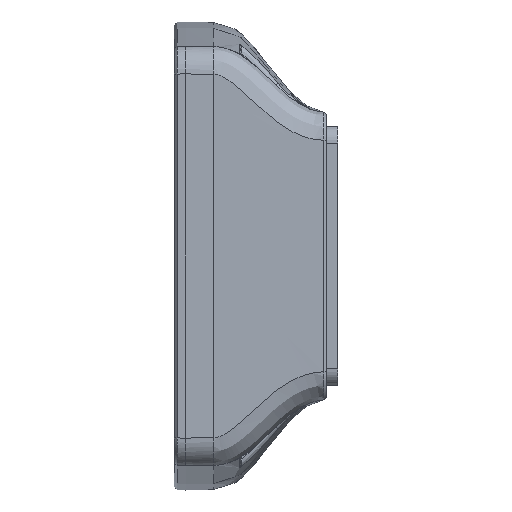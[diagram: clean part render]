
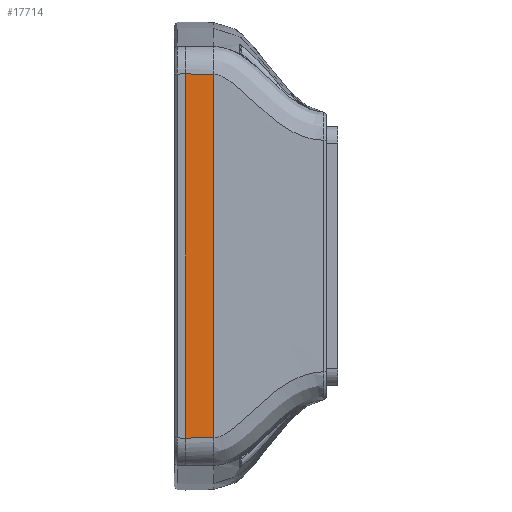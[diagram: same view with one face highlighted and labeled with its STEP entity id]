
A CAD part, left-side view. The second image highlights one B-rep face of the part: STEP entity #17714.
In plain terms, the highlighted planar face has unit normal (-1, -0.018, 0).
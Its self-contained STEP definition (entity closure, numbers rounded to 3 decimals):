
#8952=CARTESIAN_POINT('',(-62.5,5.,32.293));
#8953=CARTESIAN_POINT('',(-62.486,4.183,32.281));
#8954=CARTESIAN_POINT('',(-62.457,2.532,32.256));
#8955=CARTESIAN_POINT('',(-62.428,0.849,
32.231));
#8956=CARTESIAN_POINT('',(-62.413,0.,
32.218));
#8961=DIRECTION('',(0.,0.,-1.));
#8962=VECTOR('',#8961,64.435);
#8963=CARTESIAN_POINT('',(-62.413,0.,
32.218));
#8964=LINE('',#8963,#8962);
#8968=CARTESIAN_POINT('',(-62.5,5.,-32.293));
#8969=CARTESIAN_POINT('',(-62.486,4.183,
-32.281));
#8970=CARTESIAN_POINT('',(-62.457,2.532,
-32.256));
#8971=CARTESIAN_POINT('',(-62.428,0.849,
-32.231));
#8972=CARTESIAN_POINT('',(-62.413,0.,
-32.218));
#16254=DIRECTION('',(0.,0.,1.));
#16255=VECTOR('',#16254,64.586);
#16256=CARTESIAN_POINT('',(-62.5,5.,-32.293));
#16257=LINE('',#16256,#16255);
#16464=CARTESIAN_POINT('',(-62.413,0.,
-32.218));
#16508=CARTESIAN_POINT('',(-62.413,0.,
32.218));
#17205=VERTEX_POINT('',#16508);
#17206=VERTEX_POINT('',#16464);
#17503=VERTEX_POINT('',#8952);
#17504=VERTEX_POINT('',#8968);
#17699=CARTESIAN_POINT('',(-62.5,5.,-36.587));
#17700=DIRECTION('',(-1.,-0.017,0.));
#17701=DIRECTION('',(0.,0.,1.));
#17702=AXIS2_PLACEMENT_3D('',#17699,#17700,#17701);
#17703=PLANE('',#17702);
#17705=ORIENTED_EDGE('',*,*,#17704,.T.);
#17707=ORIENTED_EDGE('',*,*,#17706,.T.);
#17709=ORIENTED_EDGE('',*,*,#17708,.F.);
#17711=ORIENTED_EDGE('',*,*,#17710,.T.);
#17712=EDGE_LOOP('',(#17705,#17707,#17709,#17711));
#17713=FACE_OUTER_BOUND('',#17712,.F.);
#8957=B_SPLINE_CURVE_WITH_KNOTS('',3,(#8952,#8953,#8954,#8955,#8956),
.UNSPECIFIED.,.F.,.F.,(4,1,4),(0.,0.5,1.),.UNSPECIFIED.);
#8973=B_SPLINE_CURVE_WITH_KNOTS('',3,(#8968,#8969,#8970,#8971,#8972),
.UNSPECIFIED.,.F.,.F.,(4,1,4),(0.,0.5,1.),.UNSPECIFIED.);
#17704=EDGE_CURVE('',#17503,#17205,#8957,.T.);
#17706=EDGE_CURVE('',#17205,#17206,#8964,.T.);
#17708=EDGE_CURVE('',#17504,#17206,#8973,.T.);
#17710=EDGE_CURVE('',#17504,#17503,#16257,.T.);
#17714=ADVANCED_FACE('',(#17713),#17703,.T.);
